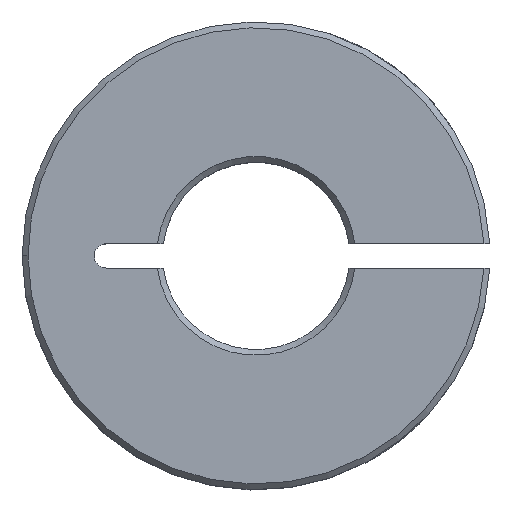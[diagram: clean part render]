
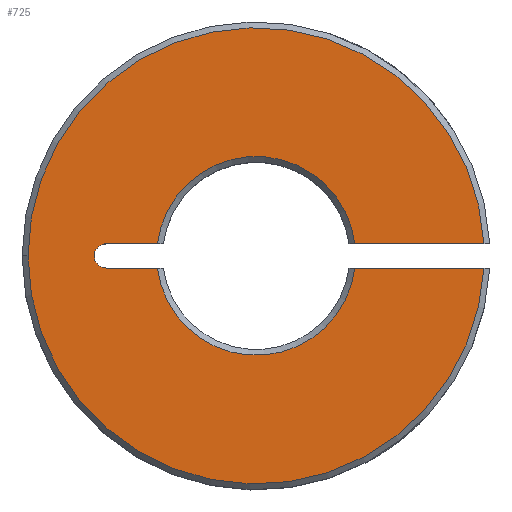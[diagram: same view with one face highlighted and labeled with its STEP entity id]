
A CAD part, top view. The second image highlights one B-rep face of the part: STEP entity #725.
In plain terms, the highlighted planar face has unit normal (0, 0, 1).
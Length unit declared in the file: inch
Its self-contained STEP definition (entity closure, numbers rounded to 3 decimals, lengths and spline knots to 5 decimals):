
#273=CARTESIAN_POINT('',(-0.60938,0.,0.375));
#274=VERTEX_POINT('',#273);
#281=CARTESIAN_POINT('',(0.60851,0.0325,0.375));
#282=VERTEX_POINT('',#281);
#283=CARTESIAN_POINT('',(0.0,0.0,0.375));
#284=DIRECTION('',(0.0,0.0,-1.0));
#285=DIRECTION('',(-1.0,0.0,0.0));
#286=AXIS2_PLACEMENT_3D('',#283,#284,#285);
#287=CIRCLE('',#286,0.60938);
#288=EDGE_CURVE('',#274,#282,#287,.T.);
#634=CARTESIAN_POINT('',(0.60851,-0.0325,0.375));
#635=VERTEX_POINT('',#634);
#649=CARTESIAN_POINT('',(0.0,0.0,0.375));
#650=DIRECTION('',(0.0,0.0,-1.0));
#651=DIRECTION('',(-1.0,0.0,0.0));
#652=AXIS2_PLACEMENT_3D('',#649,#650,#651);
#653=CIRCLE('',#652,0.60938);
#654=EDGE_CURVE('',#635,#274,#653,.T.);
#659=CARTESIAN_POINT('',(0.05682,0.,0.375));
#660=DIRECTION('',(0.0,0.0,1.0));
#661=DIRECTION('',(1.0,0.0,0.0));
#662=AXIS2_PLACEMENT_3D('',#659,#660,#661);
#663=PLANE('',#662);
#664=ORIENTED_EDGE('',*,*,#654,.F.);
#665=CARTESIAN_POINT('',(0.26363,-0.0325,0.375));
#666=VERTEX_POINT('',#665);
#667=CARTESIAN_POINT('',(0.60851,-0.0325,0.375));
#668=DIRECTION('',(-1.0,0.0,0.0));
#669=VECTOR('',#668,0.34488);
#670=LINE('',#667,#669);
#671=EDGE_CURVE('',#635,#666,#670,.T.);
#672=ORIENTED_EDGE('',*,*,#671,.T.);
#673=CARTESIAN_POINT('',(-0.26363,-0.0325,0.375));
#674=VERTEX_POINT('',#673);
#675=CARTESIAN_POINT('',(0.0,0.0,0.375));
#676=DIRECTION('',(0.0,0.0,1.0));
#677=DIRECTION('',(-1.0,0.0,0.0));
#678=AXIS2_PLACEMENT_3D('',#675,#676,#677);
#679=CIRCLE('',#678,0.26563);
#680=EDGE_CURVE('',#674,#666,#679,.T.);
#681=ORIENTED_EDGE('',*,*,#680,.F.);
#682=CARTESIAN_POINT('',(-0.4,-0.0325,0.375));
#683=VERTEX_POINT('',#682);
#684=CARTESIAN_POINT('',(-0.26363,-0.0325,0.375));
#685=DIRECTION('',(-1.0,0.0,0.0));
#686=VECTOR('',#685,0.13637);
#687=LINE('',#684,#686);
#688=EDGE_CURVE('',#674,#683,#687,.T.);
#689=ORIENTED_EDGE('',*,*,#688,.T.);
#690=CARTESIAN_POINT('',(-0.4,0.0325,0.375));
#691=VERTEX_POINT('',#690);
#692=CARTESIAN_POINT('',(-0.4,0.0,0.375));
#693=DIRECTION('',(0.0,0.0,-1.0));
#694=DIRECTION('',(0.0,1.0,0.0));
#695=AXIS2_PLACEMENT_3D('',#692,#693,#694);
#696=CIRCLE('',#695,0.0325);
#697=EDGE_CURVE('',#683,#691,#696,.T.);
#698=ORIENTED_EDGE('',*,*,#697,.T.);
#699=CARTESIAN_POINT('',(-0.26363,0.0325,0.375));
#700=VERTEX_POINT('',#699);
#701=CARTESIAN_POINT('',(-0.4,0.0325,0.375));
#702=DIRECTION('',(1.0,0.0,0.0));
#703=VECTOR('',#702,0.13637);
#704=LINE('',#701,#703);
#705=EDGE_CURVE('',#691,#700,#704,.T.);
#706=ORIENTED_EDGE('',*,*,#705,.T.);
#707=CARTESIAN_POINT('',(0.26363,0.0325,0.375));
#708=VERTEX_POINT('',#707);
#709=CARTESIAN_POINT('',(0.0,0.0,0.375));
#710=DIRECTION('',(0.0,0.0,1.0));
#711=DIRECTION('',(-1.0,0.0,0.0));
#712=AXIS2_PLACEMENT_3D('',#709,#710,#711);
#713=CIRCLE('',#712,0.26563);
#714=EDGE_CURVE('',#708,#700,#713,.T.);
#715=ORIENTED_EDGE('',*,*,#714,.F.);
#716=CARTESIAN_POINT('',(0.26363,0.0325,0.375));
#717=DIRECTION('',(1.0,0.0,0.0));
#718=VECTOR('',#717,0.34488);
#719=LINE('',#716,#718);
#720=EDGE_CURVE('',#708,#282,#719,.T.);
#721=ORIENTED_EDGE('',*,*,#720,.T.);
#722=ORIENTED_EDGE('',*,*,#288,.F.);
#723=EDGE_LOOP('',(#664,#672,#681,#689,#698,#706,#715,#721,#722));
#724=FACE_OUTER_BOUND('',#723,.T.);
#725=ADVANCED_FACE('',(#724),#663,.T.);
